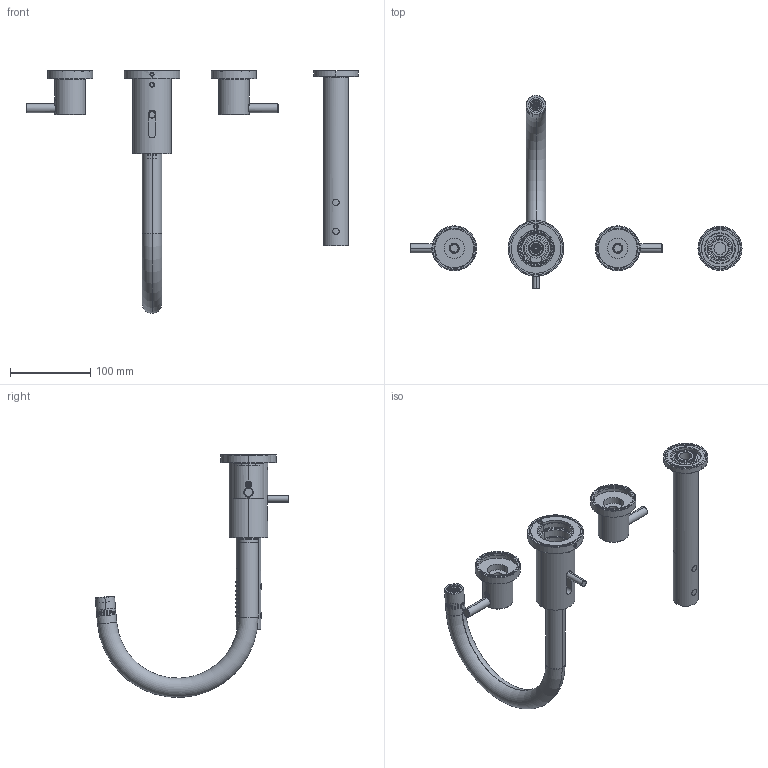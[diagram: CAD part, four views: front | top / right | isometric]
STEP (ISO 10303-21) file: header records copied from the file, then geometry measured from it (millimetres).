
FILE_DESCRIPTION((''),'2;1');
FILE_NAME('3-8207_ASM','2015-07-21T',('rsmith'),(''),'PRO/ENGINEER BY PARAMETRIC TECHNOLOGY CORPORATION, 2013150','PRO/ENGINEER BY PARAMETRIC TECHNOLOGY CORPORATION, 2013150','');
FILE_SCHEMA(('CONFIG_CONTROL_DESIGN'));
Length unit declared in the file: millimetre
Products named in the file (35): CTST0224_1; CTDB0423_1_AF0; CTYB0522_1; ATBP0267-1_1; ATBP0267-3_1; ATBP0267-4_1; ATBP0267-2_1; ATBP0267_ASM_1_ASM; CTRR0098_1; CTWR0295_1; CTWB0089_1; CTMB0588_1; CTST0153_1; CTWR0024_1; CTQP0029_1; CTRR0215_1; 3-492_AF0_ASM; NCIP-024-2_1_AF0; CTWP0232_1; CTHZ0348_1; CTCP0072_1; 50X1X8_1_AF0; CTST0117_1; 3-493_AF0_ASM; NCIP-024-2_1_AF1; 50X1X8_1_AF1; 3-493_AF1_ASM; 12337_AF0; 4625_AF0; 91548_AF0; 91024; MANIFOLD_SOLID_BREP_38058_AF0; MANIFOLD_SOLID_BREP_41960; ATBE0183_AF0_ASM; 3-8207_ASM
Assembly tree (39 placements, depth 4):
  3-8207_ASM
    3-492_AF0_ASM
      CTST0224_1
      CTDB0423_1_AF0
      CTYB0522_1
      ATBP0267_ASM_1_ASM
        ATBP0267-1_1
        ATBP0267-3_1
        ATBP0267-4_1
        ATBP0267-2_1
      CTRR0098_1
      CTWR0295_1  x2
      CTWB0089_1
      CTMB0588_1
      CTST0153_1
      CTWR0024_1
      CTQP0029_1
      CTRR0215_1
    3-493_AF0_ASM
      NCIP-024-2_1_AF0
      CTWP0232_1
      CTHZ0348_1
      CTCP0072_1
      50X1X8_1_AF0
      CTST0117_1
    3-493_AF1_ASM
      NCIP-024-2_1_AF1
      CTWP0232_1
      CTHZ0348_1
      CTCP0072_1
      50X1X8_1_AF1
      CTST0117_1
    12337_AF0
    4625_AF0
    91548_AF0
    91024
    ATBE0183_AF0_ASM
      MANIFOLD_SOLID_BREP_38058_AF0
      MANIFOLD_SOLID_BREP_41960
Bounding box: 412.6 x 240.43 x 301.81 mm (x, y, z)
Volume: 351279.3 mm3; surface area: 214545.4 mm2
Topology: 34 solids, 37 shells, 1140 faces, 2952 edges, 1930 vertices
Faces by surface type: cylinder 537, plane 305, cone 134, torus 84, bspline 60, sphere 20
Entity records: 37206 total; most frequent: CARTESIAN_POINT 15144, DIRECTION 4558, ORIENTED_EDGE 4438, EDGE_CURVE 2225, AXIS2_PLACEMENT_3D 1884, VERTEX_POINT 1472, EDGE_LOOP 1035, CIRCLE 934
